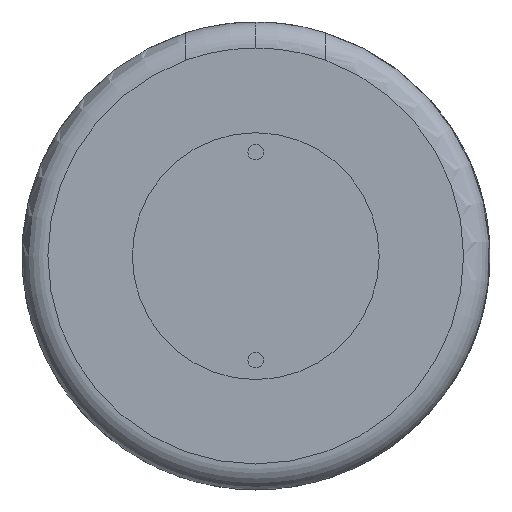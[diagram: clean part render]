
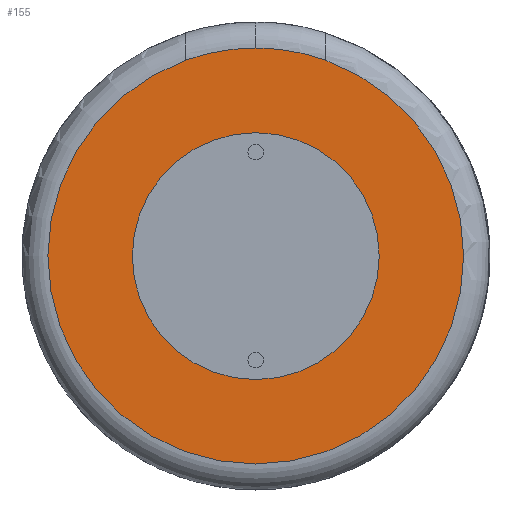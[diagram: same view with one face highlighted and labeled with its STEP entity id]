
A CAD part, front view. The second image highlights one B-rep face of the part: STEP entity #155.
In plain terms, the highlighted planar face has unit normal (0, -1, 0).
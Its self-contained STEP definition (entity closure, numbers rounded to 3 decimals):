
#155 = ADVANCED_FACE ( 'NONE', ( #17024, #11071 ), #9093, .T. ) ;
#470 = EDGE_CURVE ( 'NONE', #24327, #11718, #13574, .T. ) ;
#615 = CARTESIAN_POINT ( 'NONE',  ( 2.7, -5., 7.541 ) ) ;
#665 = DIRECTION ( 'NONE',  ( 0., 1., 0. ) ) ;
#855 = DIRECTION ( 'NONE',  ( 0., 0., 1. ) ) ;
#1261 = DIRECTION ( 'NONE',  ( 0., 1., 0. ) ) ;
#1333 = ORIENTED_EDGE ( 'NONE', *, *, #20395, .F. ) ;
#1801 = VERTEX_POINT ( 'NONE', #2406 ) ;
#1888 = CARTESIAN_POINT ( 'NONE',  ( 0., -5., -4.75 ) ) ;
#2180 = DIRECTION ( 'NONE',  ( 0., 0., -1. ) ) ;
#2406 = CARTESIAN_POINT ( 'NONE',  ( -2.7, -5., 7.541 ) ) ;
#2829 = AXIS2_PLACEMENT_3D ( 'NONE', #4200, #12219, #20240 ) ;
#3509 = AXIS2_PLACEMENT_3D ( 'NONE', #16308, #665, #6640 ) ;
#4200 = CARTESIAN_POINT ( 'NONE',  ( 0., -5., 0. ) ) ;
#4262 = EDGE_CURVE ( 'NONE', #1801, #19120, #17658, .T. ) ;
#5231 = ORIENTED_EDGE ( 'NONE', *, *, #470, .T. ) ;
#5524 = CARTESIAN_POINT ( 'NONE',  ( 0., -5., 4.75 ) ) ;
#5710 = CARTESIAN_POINT ( 'NONE',  ( 0., -5., 0. ) ) ;
#5780 = DIRECTION ( 'NONE',  ( 0., -1., 0. ) ) ;
#6155 = CIRCLE ( 'NONE', #2829, 8. ) ;
#6618 = LINE ( 'NONE', #15053, #19996 ) ;
#6640 = DIRECTION ( 'NONE',  ( 0., 0., 1. ) ) ;
#7930 = AXIS2_PLACEMENT_3D ( 'NONE', #24959, #1261, #25092 ) ;
#8413 = EDGE_LOOP ( 'NONE', ( #5231, #18492 ) ) ;
#8481 = EDGE_CURVE ( 'NONE', #11718, #24327, #21918, .T. ) ;
#8804 = VERTEX_POINT ( 'NONE', #615 ) ;
#9093 = PLANE ( 'NONE',  #22747 ) ;
#9672 = ORIENTED_EDGE ( 'NONE', *, *, #14629, .T. ) ;
#10913 = CARTESIAN_POINT ( 'NONE',  ( 2.7, -5., 7.531 ) ) ;
#11071 = FACE_BOUND ( 'NONE', #8413, .T. ) ;
#11718 = VERTEX_POINT ( 'NONE', #1888 ) ;
#12219 = DIRECTION ( 'NONE',  ( 0., 1., 0. ) ) ;
#12301 = AXIS2_PLACEMENT_3D ( 'NONE', #5710, #23186, #15484 ) ;
#13574 = CIRCLE ( 'NONE', #3509, 4.75 ) ;
#14629 = EDGE_CURVE ( 'NONE', #1801, #21436, #16112, .T. ) ;
#14750 = CARTESIAN_POINT ( 'NONE',  ( 0., -5., 0.01 ) ) ;
#15053 = CARTESIAN_POINT ( 'NONE',  ( 2.7, -5., 13.523 ) ) ;
#15330 = CARTESIAN_POINT ( 'NONE',  ( 0., -5., 8.01 ) ) ;
#15484 = DIRECTION ( 'NONE',  ( 0., 0., 1. ) ) ;
#15694 = ORIENTED_EDGE ( 'NONE', *, *, #4262, .F. ) ;
#16014 = VECTOR ( 'NONE', #2180, 1000. ) ;
#16112 = LINE ( 'NONE', #18707, #16014 ) ;
#16308 = CARTESIAN_POINT ( 'NONE',  ( 0., -5., 0. ) ) ;
#16577 = CIRCLE ( 'NONE', #22810, 8. ) ;
#17024 = FACE_OUTER_BOUND ( 'NONE', #21634, .T. ) ;
#17207 = DIRECTION ( 'NONE',  ( 0., 0., -1. ) ) ;
#17658 = CIRCLE ( 'NONE', #7930, 8. ) ;
#17805 = DIRECTION ( 'NONE',  ( 0., 0., -1. ) ) ;
#17936 = EDGE_CURVE ( 'NONE', #19120, #8804, #16577, .T. ) ;
#18492 = ORIENTED_EDGE ( 'NONE', *, *, #8481, .T. ) ;
#18707 = CARTESIAN_POINT ( 'NONE',  ( -2.7, -5., 13.523 ) ) ;
#19120 = VERTEX_POINT ( 'NONE', #15330 ) ;
#19453 = VERTEX_POINT ( 'NONE', #10913 ) ;
#19725 = EDGE_CURVE ( 'NONE', #8804, #19453, #6618, .T. ) ;
#19933 = CARTESIAN_POINT ( 'NONE',  ( -2.7, -5., 7.531 ) ) ;
#19996 = VECTOR ( 'NONE', #17207, 1000. ) ;
#20240 = DIRECTION ( 'NONE',  ( 0., 0., 1. ) ) ;
#20395 = EDGE_CURVE ( 'NONE', #19453, #21436, #6155, .T. ) ;
#21436 = VERTEX_POINT ( 'NONE', #19933 ) ;
#21634 = EDGE_LOOP ( 'NONE', ( #1333, #22891, #23352, #15694, #9672 ) ) ;
#21918 = CIRCLE ( 'NONE', #12301, 4.75 ) ;
#22736 = DIRECTION ( 'NONE',  ( 0., 1., 0. ) ) ;
#22747 = AXIS2_PLACEMENT_3D ( 'NONE', #25613, #5780, #17805 ) ;
#22810 = AXIS2_PLACEMENT_3D ( 'NONE', #14750, #22736, #855 ) ;
#22891 = ORIENTED_EDGE ( 'NONE', *, *, #19725, .F. ) ;
#23186 = DIRECTION ( 'NONE',  ( 0., 1., 0. ) ) ;
#23352 = ORIENTED_EDGE ( 'NONE', *, *, #17936, .F. ) ;
#24327 = VERTEX_POINT ( 'NONE', #5524 ) ;
#24959 = CARTESIAN_POINT ( 'NONE',  ( 0., -5., 0.01 ) ) ;
#25092 = DIRECTION ( 'NONE',  ( 0., 0., 1. ) ) ;
#25613 = CARTESIAN_POINT ( 'NONE',  ( 0., -5., 8. ) ) ;
